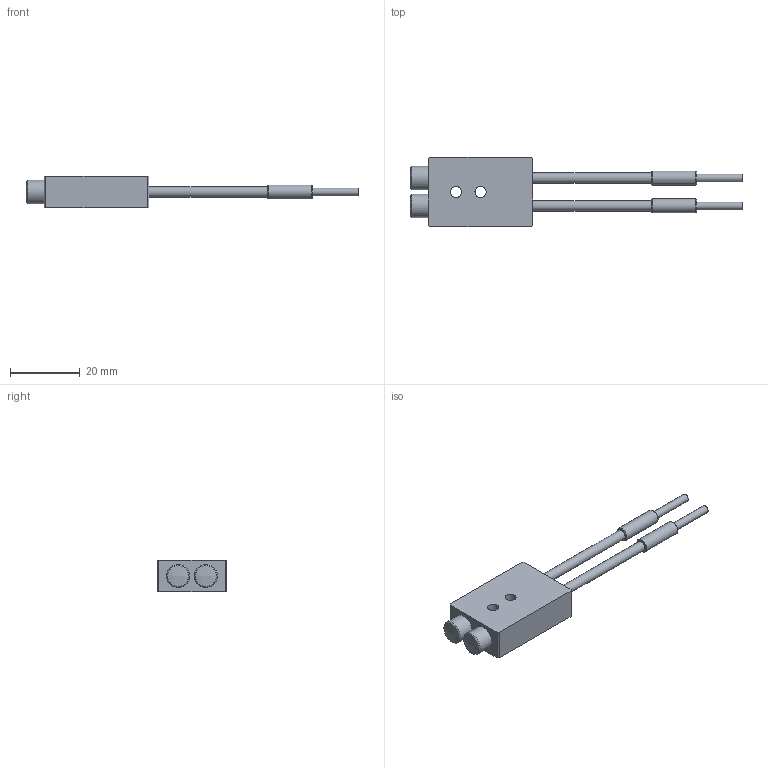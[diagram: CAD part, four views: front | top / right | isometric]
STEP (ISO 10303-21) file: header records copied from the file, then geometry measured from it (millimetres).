
FILE_DESCRIPTION(/* description */ (''),/* implementation_level */ '2;1');
FILE_NAME(/* name */ 'GPF-D024-ST250-2.0.stp',/* time_stamp */ '2018-12-14T14:15:30+09:00',/* author */ ('user'),/* organization */ (''),/* preprocessor_version */ 'ST-DEVELOPER v17',/* originating_system */ 'Autodesk Inventor 2018',/* authorisation */ '');
FILE_SCHEMA (('AUTOMOTIVE_DESIGN { 1 0 10303 214 3 1 1 }'));
Length unit declared in the file: millimetre
Products named in the file (1): GPF-D023-LF-2.0
Bounding box: 95.22 x 20 x 9 mm (x, y, z)
Volume: 6483.7 mm3; surface area: 3584.4 mm2
Topology: 1 solids, 1 shells, 36 faces, 70 edges, 46 vertices
Faces by surface type: plane 18, cylinder 10, cone 6, sphere 2
Full cylindrical faces by diameter (mm): 2.2 x2, 2.9 x2, 3.2 x2, 4 x2, 6.7 x2
Entity records: 984 total; most frequent: DIRECTION 174, CARTESIAN_POINT 153, ORIENTED_EDGE 140, EDGE_CURVE 70, AXIS2_PLACEMENT_3D 67, EDGE_LOOP 50, VERTEX_POINT 46, LINE 40
